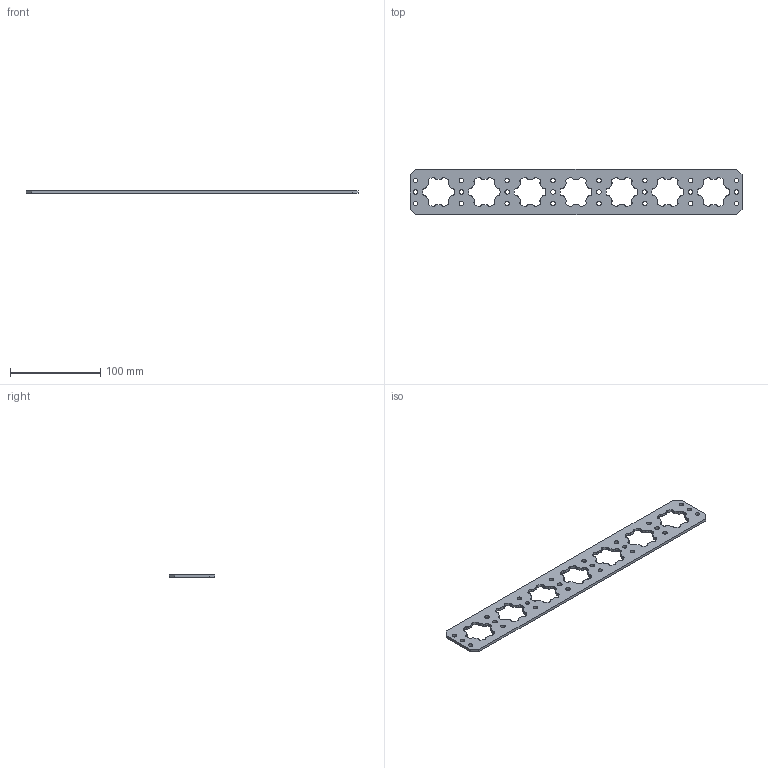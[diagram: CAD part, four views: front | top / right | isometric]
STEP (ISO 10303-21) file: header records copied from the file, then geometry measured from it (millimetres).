
FILE_DESCRIPTION (( 'STEP AP203' ), '1' );
FILE_NAME ('REV-21-2866.STEP', '2022-04-27T19:57:27', ( '' ), ( '' ), 'SwSTEP 2.0', 'SolidWorks 2022', '' );
FILE_SCHEMA (( 'CONFIG_CONTROL_DESIGN' ));
Length unit declared in the file: inch
Products named in the file (1): REV-21-2866
Bounding box: 367.79 x 50.8 x 3 mm (x, y, z)
Volume: 37732.9 mm3; surface area: 31222.1 mm2
Topology: 1 solids, 1 shells, 345 faces, 1029 edges, 686 vertices
Faces by surface type: cylinder 335, plane 10
Entity records: 12216 total; most frequent: DIRECTION 2391, CARTESIAN_POINT 2061, ORIENTED_EDGE 2058, EDGE_CURVE 1029, AXIS2_PLACEMENT_3D 1016, VERTEX_POINT 686, CIRCLE 670, EDGE_LOOP 407
